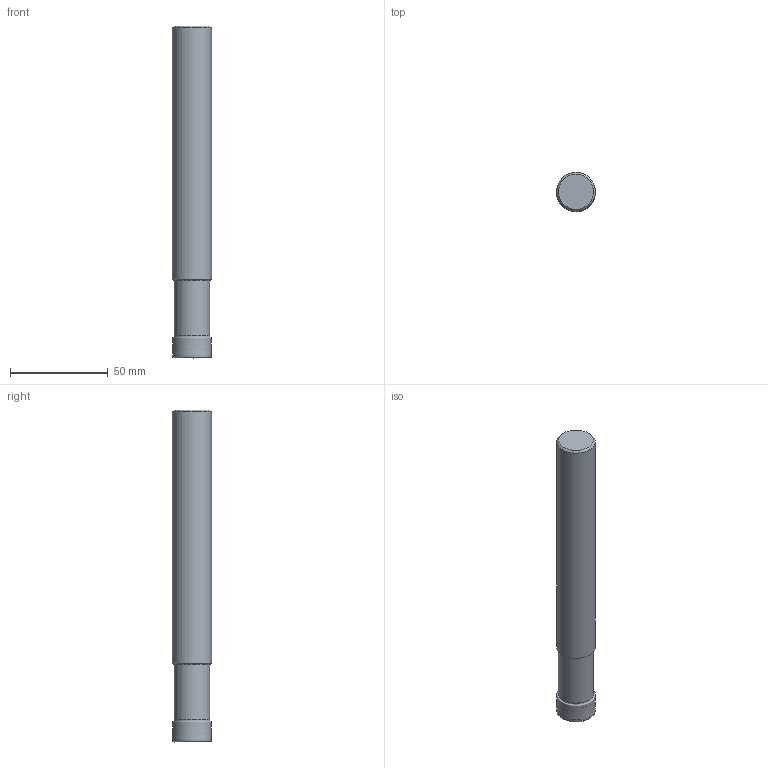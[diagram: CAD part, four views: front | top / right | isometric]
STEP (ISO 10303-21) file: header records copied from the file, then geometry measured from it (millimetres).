
FILE_DESCRIPTION(/* description */ (''),/* implementation_level */ '2;1');
FILE_NAME(/* name */ 'toolassembly_1.stp',/* time_stamp */ '2019-06-27T10:11:51+02:00',/* author */ (''),/* organization */ ('SMS'),/* preprocessor_version */ 'ST-DEVELOPER v16.7',/* originating_system */ 'SIEMENS PLM Software NX 12.0',/* authorisation */ '');
FILE_SCHEMA (('AUTOMOTIVE_DESIGN { 1 0 10303 214 3 1 1 1 }'));
Length unit declared in the file: millimetre
Products named in the file (4): CUT_20190627101115; NOCUT_20190627101056; ASSEMBLY_CONSTRUCTION; TOOLASSEMBLY_1
Assembly tree (3 placements, depth 2):
  TOOLASSEMBLY_1
    ASSEMBLY_CONSTRUCTION
    NOCUT_20190627101056
    CUT_20190627101115
Bounding box: 20 x 20 x 170 mm (x, y, z)
Volume: 54003.2 mm3; surface area: 12412.4 mm2
Topology: 2 solids, 2 shells, 19 faces, 36 edges, 28 vertices
Faces by surface type: cone 6, torus 6, plane 4, cylinder 2, bspline 1
Full cylindrical faces by diameter (mm): 18.085 x1, 20 x1
Entity records: 5815 total; most frequent: CARTESIAN_POINT 5318, DIRECTION 92, AXIS2_PLACEMENT_3D 46, EDGE_LOOP 34, ORIENTED_EDGE 34, FACE_BOUND 33, ADVANCED_FACE 19, VERTEX_POINT 18
